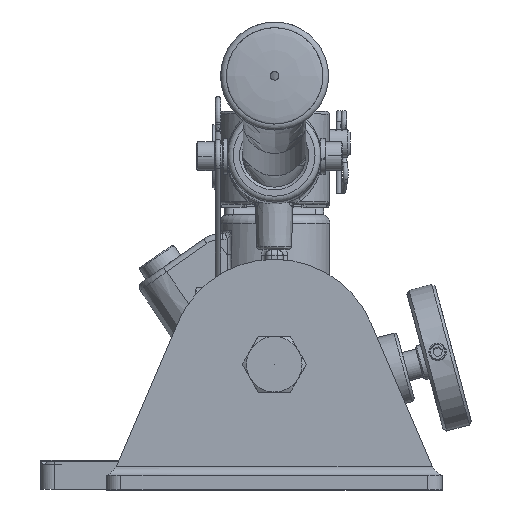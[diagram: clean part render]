
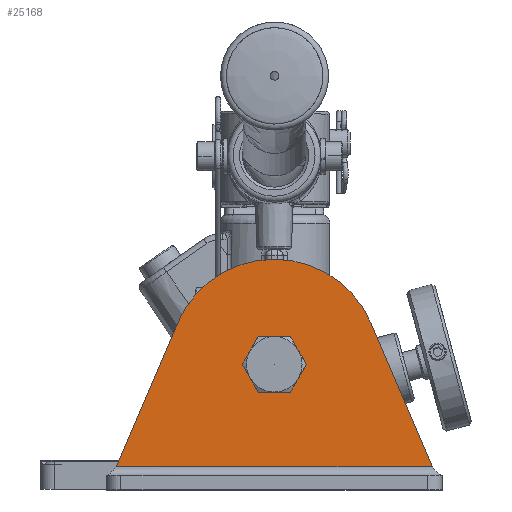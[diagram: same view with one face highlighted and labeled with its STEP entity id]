
A CAD part, top view. The second image highlights one B-rep face of the part: STEP entity #25168.
In plain terms, the highlighted planar face has unit normal (0, 0, 1).
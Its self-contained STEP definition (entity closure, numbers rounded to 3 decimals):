
#889 = DIRECTION ( 'NONE',  ( -1., 0., 0. ) ) ;
#1016 = ORIENTED_EDGE ( 'NONE', *, *, #14515, .F. ) ;
#1496 = CARTESIAN_POINT ( 'NONE',  ( 113.109, 56.134, 452.5 ) ) ;
#1629 = EDGE_CURVE ( 'NONE', #11489, #11489, #4604, .T. ) ;
#2521 = CARTESIAN_POINT ( 'NONE',  ( 22.5, -1., 452.5 ) ) ;
#2722 = EDGE_LOOP ( 'NONE', ( #1016, #16455, #15117, #3024 ) ) ;
#3024 = ORIENTED_EDGE ( 'NONE', *, *, #21259, .F. ) ;
#3273 = DIRECTION ( 'NONE',  ( 0., 0., -1. ) ) ;
#3483 = VERTEX_POINT ( 'NONE', #1496 ) ;
#4604 = CIRCLE ( 'NONE', #17251, 9.1 ) ;
#6736 = CARTESIAN_POINT ( 'NONE',  ( 113.109, 56.134, 452.5 ) ) ;
#7209 = VERTEX_POINT ( 'NONE', #25208 ) ;
#7488 = CARTESIAN_POINT ( 'NONE',  ( 80., 42., 452.5 ) ) ;
#7570 = PLANE ( 'NONE',  #18025 ) ;
#7600 = CARTESIAN_POINT ( 'NONE',  ( 80., 42., 452.5 ) ) ;
#8658 = FACE_BOUND ( 'NONE', #16426, .T. ) ;
#8715 = CARTESIAN_POINT ( 'NONE',  ( 134.085, 7., 452.5 ) ) ;
#9183 = LINE ( 'NONE', #20154, #19267 ) ;
#10510 = DIRECTION ( 'NONE',  ( 0.393, 0.92, 0. ) ) ;
#10982 = DIRECTION ( 'NONE',  ( 0.393, -0.92, 0. ) ) ;
#11170 = LINE ( 'NONE', #6736, #19017 ) ;
#11489 = VERTEX_POINT ( 'NONE', #13527 ) ;
#11762 = DIRECTION ( 'NONE',  ( 1., 0., 0. ) ) ;
#11893 = VERTEX_POINT ( 'NONE', #20310 ) ;
#11915 = DIRECTION ( 'NONE',  ( 1., 0., 0. ) ) ;
#12669 = VECTOR ( 'NONE', #10510, 1000. ) ;
#12952 = ORIENTED_EDGE ( 'NONE', *, *, #1629, .F. ) ;
#13527 = CARTESIAN_POINT ( 'NONE',  ( 89.1, 42., 452.5 ) ) ;
#14515 = EDGE_CURVE ( 'NONE', #7209, #11893, #18030, .T. ) ;
#14788 = EDGE_CURVE ( 'NONE', #7209, #15848, #9183, .T. ) ;
#15117 = ORIENTED_EDGE ( 'NONE', *, *, #25954, .F. ) ;
#15848 = VERTEX_POINT ( 'NONE', #8715 ) ;
#15953 = FACE_OUTER_BOUND ( 'NONE', #2722, .T. ) ;
#16426 = EDGE_LOOP ( 'NONE', ( #12952 ) ) ;
#16455 = ORIENTED_EDGE ( 'NONE', *, *, #14788, .T. ) ;
#16948 = AXIS2_PLACEMENT_3D ( 'NONE', #21389, #3273, #889 ) ;
#17251 = AXIS2_PLACEMENT_3D ( 'NONE', #7600, #19749, #11762 ) ;
#17369 = DIRECTION ( 'NONE',  ( -1., 0., 0. ) ) ;
#18025 = AXIS2_PLACEMENT_3D ( 'NONE', #7488, #21586, #17369 ) ;
#18030 = LINE ( 'NONE', #2521, #12669 ) ;
#19017 = VECTOR ( 'NONE', #10982, 1000. ) ;
#19267 = VECTOR ( 'NONE', #11915, 1000. ) ;
#19749 = DIRECTION ( 'NONE',  ( 0., 0., 1. ) ) ;
#20154 = CARTESIAN_POINT ( 'NONE',  ( 80., 7., 452.5 ) ) ;
#20310 = CARTESIAN_POINT ( 'NONE',  ( 46.891, 56.134, 452.5 ) ) ;
#21259 = EDGE_CURVE ( 'NONE', #11893, #3483, #24552, .T. ) ;
#21389 = CARTESIAN_POINT ( 'NONE',  ( 80., 42., 452.5 ) ) ;
#21586 = DIRECTION ( 'NONE',  ( 0., 0., -1. ) ) ;
#24552 = CIRCLE ( 'NONE', #16948, 36. ) ;
#25168 = ADVANCED_FACE ( 'NONE', ( #8658, #15953 ), #7570, .F. ) ;
#25208 = CARTESIAN_POINT ( 'NONE',  ( 25.915, 7., 452.5 ) ) ;
#25954 = EDGE_CURVE ( 'NONE', #3483, #15848, #11170, .T. ) ;
